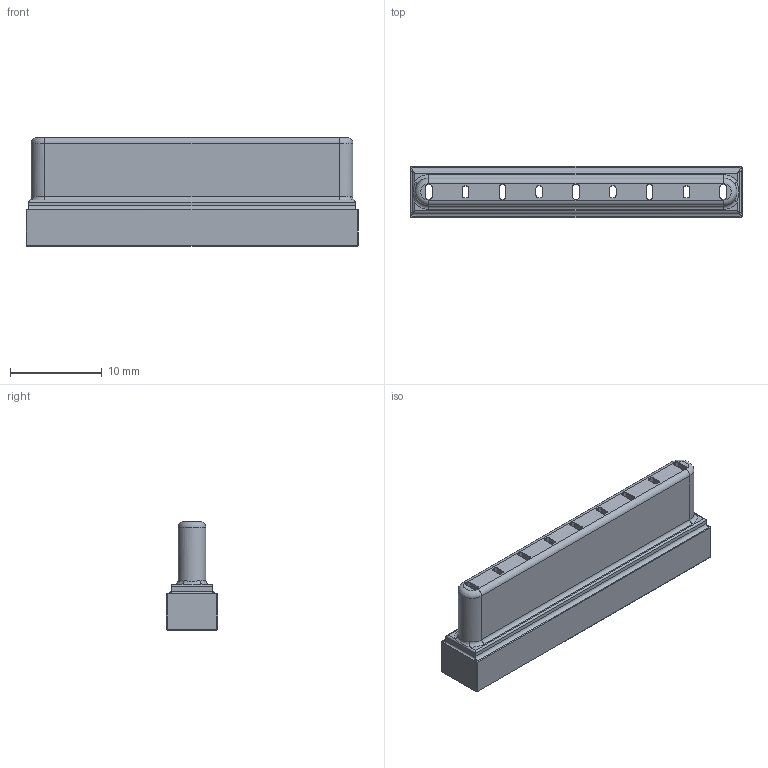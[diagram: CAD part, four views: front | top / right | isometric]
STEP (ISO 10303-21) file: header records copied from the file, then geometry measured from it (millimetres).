
FILE_DESCRIPTION(('FreeCAD Model'),'2;1');
FILE_NAME('JoystickLED_V0_5.step', '2019-12-19T13:04:11',('Author'),(''), 'Open CASCADE STEP processor 7.3','FreeCAD','Unknown');
FILE_SCHEMA(('AUTOMOTIVE_DESIGN { 1 0 10303 214 1 1 1 1 }'));
Length unit declared in the file: millimetre
Products named in the file (1): Gehäuse
Bounding box: 36.1 x 5.6 x 11.8 mm (x, y, z)
Volume: 1103.2 mm3; surface area: 1793.4 mm2
Topology: 1 solids, 1 shells, 145 faces, 389 edges, 248 vertices
Faces by surface type: plane 74, cylinder 62, torus 6, bspline 3
Entity records: 10546 total; most frequent: CARTESIAN_POINT 2700, DIRECTION 1488, LINE 912, VECTOR 912, ORIENTED_EDGE 778, PCURVE 778, DEFINITIONAL_REPRESENTATION 778, EDGE_CURVE 389
